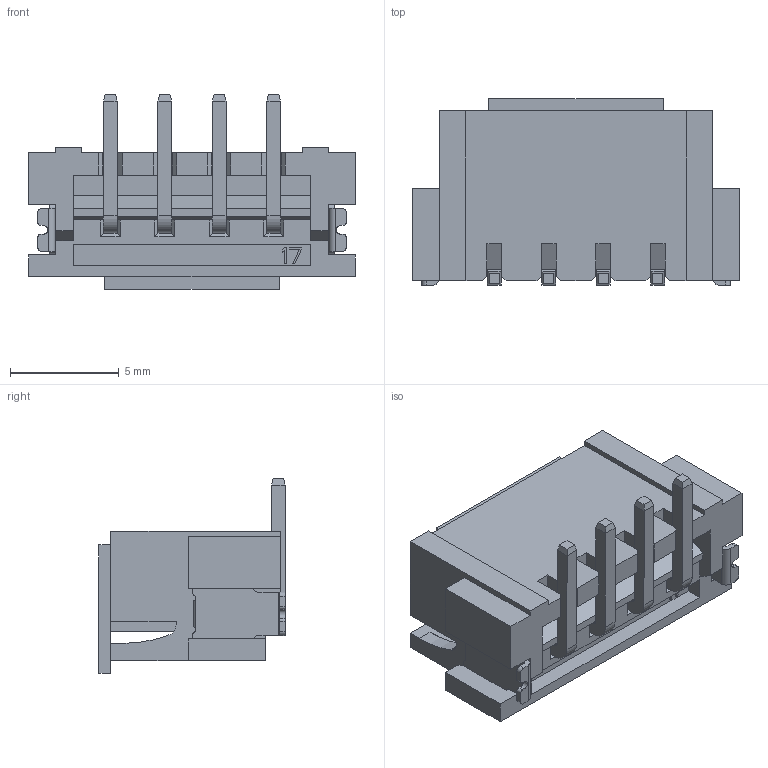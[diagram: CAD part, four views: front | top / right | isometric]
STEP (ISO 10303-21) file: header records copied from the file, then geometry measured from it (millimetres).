
FILE_DESCRIPTION((''),'2;1');
FILE_NAME('250-WTB-M-ST-SMT-CONN-4P','2019-06-12T',('Administrator'),(''),'PRO/ENGINEER BY PARAMETRIC TECHNOLOGY CORPORATION, 2009440','PRO/ENGINEER BY PARAMETRIC TECHNOLOGY CORPORATION, 2009440','');
FILE_SCHEMA(('CONFIG_CONTROL_DESIGN'));
Length unit declared in the file: millimetre
Products named in the file (1): 250-WTB-M-ST-SMT-CONN-4P
Bounding box: 15 x 8.55 x 8.95 mm (x, y, z)
Volume: 351.3 mm3; surface area: 1033.1 mm2
Topology: 1 solids, 1 shells, 398 faces, 1140 edges, 736 vertices
Faces by surface type: plane 334, cylinder 64
Entity records: 12848 total; most frequent: CARTESIAN_POINT 2292, ORIENTED_EDGE 2280, DIRECTION 2064, EDGE_CURVE 1140, VECTOR 996, LINE 996, VERTEX_POINT 736, AXIS2_PLACEMENT_3D 534
